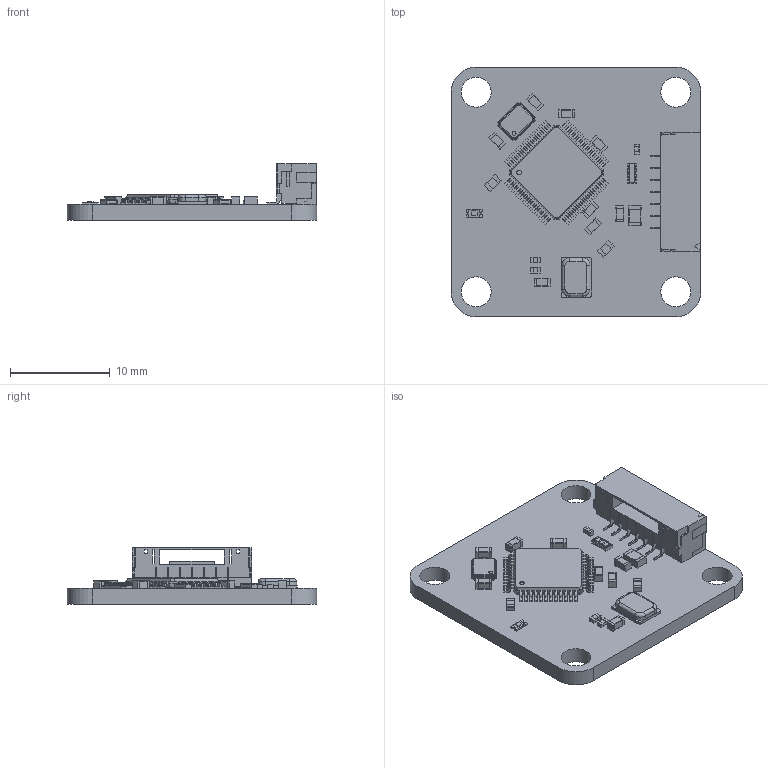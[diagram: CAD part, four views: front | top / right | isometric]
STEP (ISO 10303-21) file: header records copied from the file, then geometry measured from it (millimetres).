
FILE_DESCRIPTION(('FreeCAD Model'),'2;1');
FILE_NAME('sound-pressure-level.step','2018-04-16T15:14:40',('kicad StepUp'),('ksu MCAD'), 'Open CASCADE STEP processor 6.8','FreeCAD','Unknown');
FILE_SCHEMA(('AUTOMOTIVE_DESIGN_CC2 { 1 2 10303 214 -1 1 5 4 }'));
Length unit declared in the file: millimetre
Products named in the file (21): Pcb; C_0603_; C_0805_; D_0603_blue_; BrickletConn_7pin_; R_0603_; Cut_; lqfp48_7x7_p05_; ICS43432-SoundPressure_; 3225_; C_0603_001; C_0402_; R_0603_001; C_0603_002; C_0603_003; C_0603_004; C_0603_005; C_0603_006; R_0402_; R_0402_001; C_0603_007
Bounding box: 25 x 25 x 5.7 mm (x, y, z)
Volume: 1108.8 mm3; surface area: 2163.9 mm2
Topology: 27 solids, 27 shells, 1936 faces, 5299 edges, 3406 vertices
Faces by surface type: plane 1415, cylinder 425, bspline 92, torus 4
Full cylindrical faces by diameter (mm): 0.5 x2, 3 x4
Entity records: 74490 total; most frequent: CARTESIAN_POINT 11478, ORIENTED_EDGE 10598, DIRECTION 9755, EDGE_CURVE 5299, LINE 4381, VECTOR 4381, VERTEX_POINT 3406, AXIS2_PLACEMENT_3D 2687
